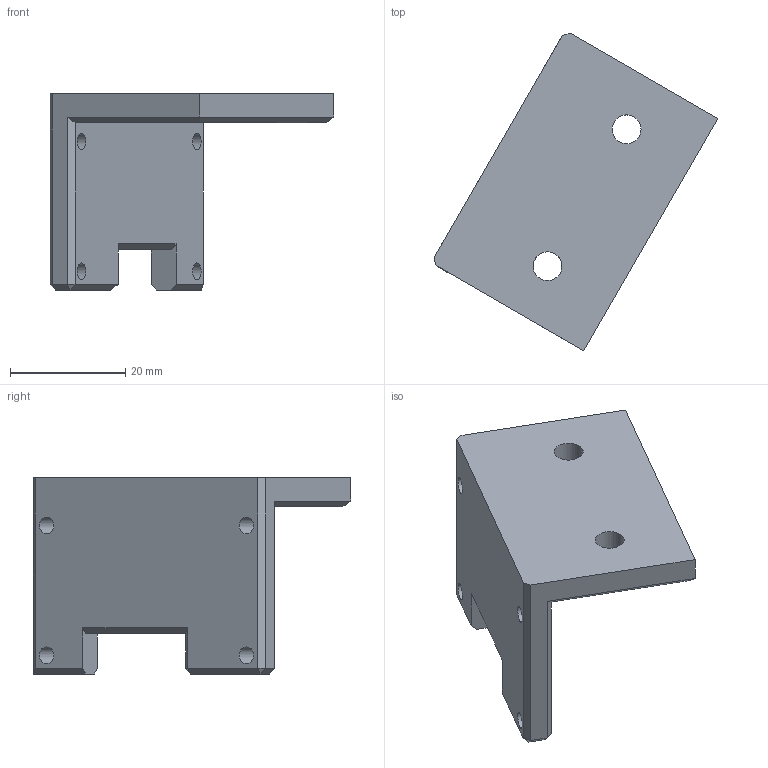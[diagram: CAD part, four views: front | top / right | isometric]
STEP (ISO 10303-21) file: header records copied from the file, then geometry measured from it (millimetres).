
FILE_DESCRIPTION(/* description */ ('STEP AP242','CAx-IF Rec.Pracs.---Representation and Presentation of Product Manufacturing Information (PMI)---4.0---2014-10-13','CAx-IF Rec.Pracs.---3D Tessellated Geometry---0.4---2014-09-14','2;1'),/* implementation_level */ '2;1');
FILE_NAME(/* name */ '67e2b14dfd778551b28232b1',/* time_stamp */ '2025-03-25T13:36:14Z',/* author */ (''),/* organization */ (''),/* preprocessor_version */ 'ST-DEVELOPER v20',/* originating_system */ 'ONSHAPE BY PTC INC, 1.195',/* authorisation */ ' ');
FILE_SCHEMA (('AP242_MANAGED_MODEL_BASED_3D_ENGINEERING_MIM_LF { 1 0 10303 442 1 1 4 }'));
Length unit declared in the file: metre
Products named in the file (1): Part 2
Bounding box: 49.21 x 55.05 x 34 mm (x, y, z)
Volume: 12652.8 mm3; surface area: 6398.7 mm2
Topology: 1 solids, 1 shells, 37 faces, 92 edges, 57 vertices
Faces by surface type: plane 31, cylinder 6
Full cylindrical faces by diameter (mm): 2.9 x4, 5 x2
Entity records: 1054 total; most frequent: CARTESIAN_POINT 173, DIRECTION 170, ORIENTED_EDGE 164, EDGE_CURVE 82, LINE 70, VECTOR 70, EDGE_LOOP 55, FACE_BOUND 55
